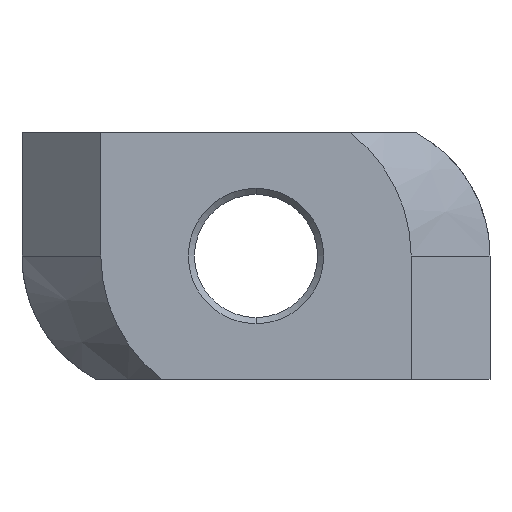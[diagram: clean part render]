
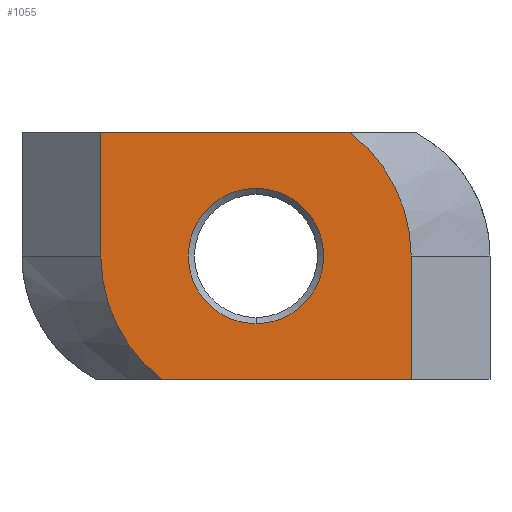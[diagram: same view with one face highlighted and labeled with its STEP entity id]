
A CAD part, front view. The second image highlights one B-rep face of the part: STEP entity #1055.
In plain terms, the highlighted planar face has unit normal (0, -1, 0).
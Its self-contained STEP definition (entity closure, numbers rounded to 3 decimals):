
#2 = DIRECTION ( 'NONE',  ( 0., 0., -1. ) ) ;
#8 = DIRECTION ( 'NONE',  ( 0., 0., 1. ) ) ;
#24 = EDGE_CURVE ( 'NONE', #1281, #1516, #436, .T. ) ;
#41 = FACE_OUTER_BOUND ( 'NONE', #1174, .T. ) ;
#80 = AXIS2_PLACEMENT_3D ( 'NONE', #1458, #360, #580 ) ;
#97 = EDGE_LOOP ( 'NONE', ( #1624, #1667 ) ) ;
#104 = CARTESIAN_POINT ( 'NONE',  ( 6.3, -4.35, 0. ) ) ;
#108 = CARTESIAN_POINT ( 'NONE',  ( -3.833, -4.35, -5. ) ) ;
#146 = LINE ( 'NONE', #1182, #1374 ) ;
#149 = CARTESIAN_POINT ( 'NONE',  ( 0., -4.35, 0. ) ) ;
#210 = DIRECTION ( 'NONE',  ( 1., 0., 0. ) ) ;
#236 = DIRECTION ( 'NONE',  ( 0., 0., -1. ) ) ;
#311 = CARTESIAN_POINT ( 'NONE',  ( 6.3, -4.35, 5. ) ) ;
#334 = CARTESIAN_POINT ( 'NONE',  ( 6.3, -4.35, -5. ) ) ;
#337 = CARTESIAN_POINT ( 'NONE',  ( -6.3, -4.35, 5. ) ) ;
#360 = DIRECTION ( 'NONE',  ( 0., 1., 0. ) ) ;
#436 = CIRCLE ( 'NONE', #565, 6.3 ) ;
#439 = CARTESIAN_POINT ( 'NONE',  ( 0., -4.35, 0. ) ) ;
#526 = LINE ( 'NONE', #311, #880 ) ;
#529 = CARTESIAN_POINT ( 'NONE',  ( 0., -4.35, 2.75 ) ) ;
#531 = CARTESIAN_POINT ( 'NONE',  ( -6.3, -4.35, 5. ) ) ;
#533 = DIRECTION ( 'NONE',  ( 1., 0., 0. ) ) ;
#565 = AXIS2_PLACEMENT_3D ( 'NONE', #439, #752, #1210 ) ;
#580 = DIRECTION ( 'NONE',  ( 0., 0., 1. ) ) ;
#590 = VERTEX_POINT ( 'NONE', #529 ) ;
#603 = LINE ( 'NONE', #531, #994 ) ;
#634 = CARTESIAN_POINT ( 'NONE',  ( 0., -4.35, 0. ) ) ;
#672 = EDGE_CURVE ( 'NONE', #590, #1581, #1144, .T. ) ;
#685 = CARTESIAN_POINT ( 'NONE',  ( 3.833, -4.35, 5. ) ) ;
#695 = PLANE ( 'NONE',  #1114 ) ;
#721 = EDGE_CURVE ( 'NONE', #1513, #1118, #146, .T. ) ;
#739 = CIRCLE ( 'NONE', #1116, 6.3 ) ;
#752 = DIRECTION ( 'NONE',  ( 0., 1., 0. ) ) ;
#775 = VECTOR ( 'NONE', #236, 1000. ) ;
#823 = EDGE_CURVE ( 'NONE', #1183, #1281, #526, .T. ) ;
#879 = ORIENTED_EDGE ( 'NONE', *, *, #1033, .F. ) ;
#880 = VECTOR ( 'NONE', #533, 1000. ) ;
#881 = VERTEX_POINT ( 'NONE', #1235 ) ;
#884 = DIRECTION ( 'NONE',  ( 0., 0., 1. ) ) ;
#917 = DIRECTION ( 'NONE',  ( 0., 1., 0. ) ) ;
#932 = DIRECTION ( 'NONE',  ( 0., 1., 0. ) ) ;
#958 = CIRCLE ( 'NONE', #1276, 2.75 ) ;
#978 = ORIENTED_EDGE ( 'NONE', *, *, #823, .F. ) ;
#994 = VECTOR ( 'NONE', #2, 1000. ) ;
#1033 = EDGE_CURVE ( 'NONE', #1516, #1118, #1393, .T. ) ;
#1055 = ADVANCED_FACE ( 'NONE', ( #1506, #41 ), #695, .F. ) ;
#1114 = AXIS2_PLACEMENT_3D ( 'NONE', #1361, #917, #884 ) ;
#1116 = AXIS2_PLACEMENT_3D ( 'NONE', #634, #1408, #1532 ) ;
#1118 = VERTEX_POINT ( 'NONE', #334 ) ;
#1144 = CIRCLE ( 'NONE', #80, 2.75 ) ;
#1174 = EDGE_LOOP ( 'NONE', ( #1370, #1372, #1388, #879, #1681, #978 ) ) ;
#1182 = CARTESIAN_POINT ( 'NONE',  ( 6.3, -4.35, -5. ) ) ;
#1183 = VERTEX_POINT ( 'NONE', #337 ) ;
#1210 = DIRECTION ( 'NONE',  ( 0., 0., 1. ) ) ;
#1235 = CARTESIAN_POINT ( 'NONE',  ( -6.3, -4.35, 0. ) ) ;
#1276 = AXIS2_PLACEMENT_3D ( 'NONE', #149, #932, #8 ) ;
#1281 = VERTEX_POINT ( 'NONE', #685 ) ;
#1360 = EDGE_CURVE ( 'NONE', #1581, #590, #958, .T. ) ;
#1361 = CARTESIAN_POINT ( 'NONE',  ( 6.3, -4.35, 5. ) ) ;
#1370 = ORIENTED_EDGE ( 'NONE', *, *, #1379, .T. ) ;
#1372 = ORIENTED_EDGE ( 'NONE', *, *, #1494, .T. ) ;
#1374 = VECTOR ( 'NONE', #210, 1000. ) ;
#1379 = EDGE_CURVE ( 'NONE', #1183, #881, #603, .T. ) ;
#1388 = ORIENTED_EDGE ( 'NONE', *, *, #721, .T. ) ;
#1393 = LINE ( 'NONE', #1614, #775 ) ;
#1408 = DIRECTION ( 'NONE',  ( 0., -1., 0. ) ) ;
#1458 = CARTESIAN_POINT ( 'NONE',  ( 0., -4.35, 0. ) ) ;
#1494 = EDGE_CURVE ( 'NONE', #881, #1513, #739, .T. ) ;
#1506 = FACE_BOUND ( 'NONE', #97, .T. ) ;
#1513 = VERTEX_POINT ( 'NONE', #108 ) ;
#1516 = VERTEX_POINT ( 'NONE', #104 ) ;
#1532 = DIRECTION ( 'NONE',  ( 0., 0., 1. ) ) ;
#1581 = VERTEX_POINT ( 'NONE', #1651 ) ;
#1614 = CARTESIAN_POINT ( 'NONE',  ( 6.3, -4.35, 5. ) ) ;
#1624 = ORIENTED_EDGE ( 'NONE', *, *, #1360, .T. ) ;
#1651 = CARTESIAN_POINT ( 'NONE',  ( 0., -4.35, -2.75 ) ) ;
#1667 = ORIENTED_EDGE ( 'NONE', *, *, #672, .T. ) ;
#1681 = ORIENTED_EDGE ( 'NONE', *, *, #24, .F. ) ;
